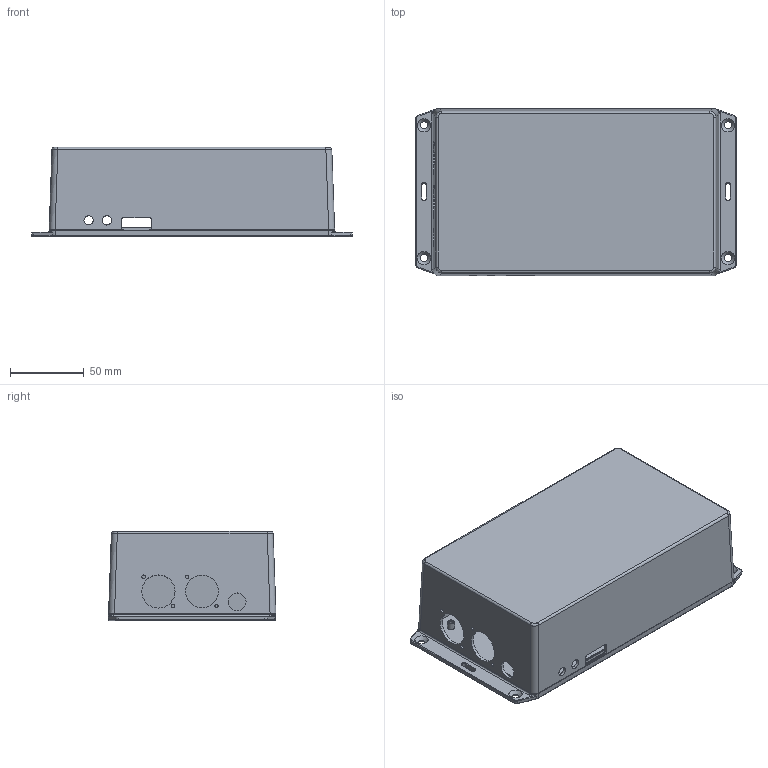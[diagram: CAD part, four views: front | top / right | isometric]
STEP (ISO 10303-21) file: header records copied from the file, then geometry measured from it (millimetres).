
FILE_DESCRIPTION(('FreeCAD Model'),'2;1');
FILE_NAME('Open CASCADE Shape Model','2023-08-30T23:31:57',(''),(''), 'Open CASCADE STEP processor 7.6','FreeCAD','Unknown');
FILE_SCHEMA(('AUTOMOTIVE_DESIGN { 1 0 10303 214 1 1 1 1 }'));
Length unit declared in the file: millimetre
Products named in the file (5): Unnamed; 1591XXESFL; 1591XXEFLLID; SC510 (screw #4X 1_2'' FH); Corps
Assembly tree (3 placements, depth 3):
  Unnamed
    1591XXESFL
      1591XXEFLLID
    Corps
  SC510 (screw #4X 1_2'' FH)
Bounding box: 217.27 x 113.77 x 60.52 mm (x, y, z)
Volume: 171769.4 mm3; surface area: 177269.5 mm2
Topology: 8 solids, 8 shells, 602 faces, 1535 edges, 994 vertices
Faces by surface type: plane 249, cylinder 135, cone 110, bspline 92, torus 16
Full cylindrical faces by diameter (mm): 2.274 x1, 2.297 x1, 2.3 x8, 2.4 x6, 2.445 x1, 2.466 x1, 2.5 x8, 2.946 x6, 3.5 x6, 5 x4, 5.232 x6, 6.269 x1, 6.353 x1, 12.096 x1, 22.088 x1, 22.494 x1
Entity records: 38006 total; most frequent: CARTESIAN_POINT 15280, DIRECTION 4037, ORIENTED_EDGE 2314, PCURVE 2314, DEFINITIONAL_REPRESENTATION 2314, LINE 2061, VECTOR 2061, EDGE_CURVE 1157
